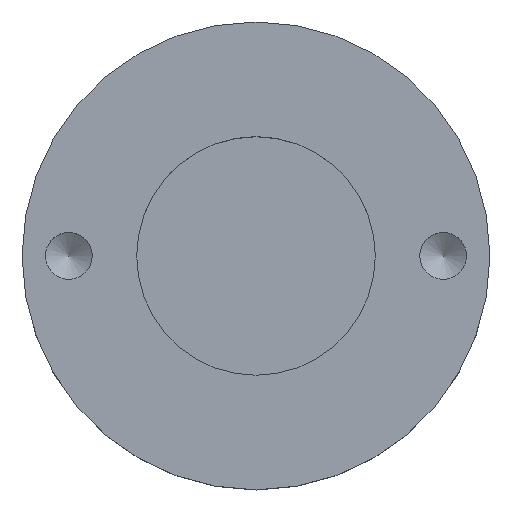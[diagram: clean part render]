
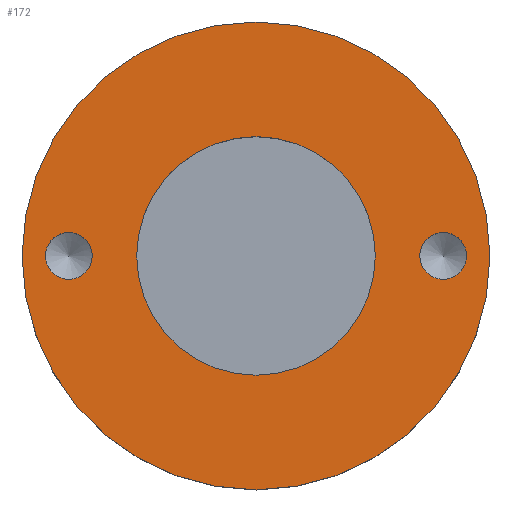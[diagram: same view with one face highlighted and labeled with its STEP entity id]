
A CAD part, top view. The second image highlights one B-rep face of the part: STEP entity #172.
In plain terms, the highlighted planar face has unit normal (0, 0, 1).
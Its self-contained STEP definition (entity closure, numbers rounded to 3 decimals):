
#15=FACE_BOUND('',#45,.T.);
#16=FACE_BOUND('',#46,.T.);
#17=FACE_BOUND('',#47,.T.);
#20=PLANE('',#217);
#34=FACE_OUTER_BOUND('',#44,.T.);
#44=EDGE_LOOP('',(#152,#153));
#45=EDGE_LOOP('',(#154,#155));
#46=EDGE_LOOP('',(#156,#157));
#47=EDGE_LOOP('',(#158,#159));
#49=CIRCLE('',#196,1.25);
#50=CIRCLE('',#197,1.25);
#52=CIRCLE('',#201,1.25);
#53=CIRCLE('',#202,1.25);
#57=CIRCLE('',#208,12.5);
#58=CIRCLE('',#209,12.5);
#59=CIRCLE('',#212,6.375);
#60=CIRCLE('',#213,6.375);
#79=VERTEX_POINT('',#284);
#80=VERTEX_POINT('',#285);
#83=VERTEX_POINT('',#295);
#84=VERTEX_POINT('',#296);
#88=VERTEX_POINT('',#309);
#89=VERTEX_POINT('',#310);
#90=VERTEX_POINT('',#316);
#91=VERTEX_POINT('',#317);
#96=EDGE_CURVE('',#79,#80,#49,.T.);
#97=EDGE_CURVE('',#80,#79,#50,.T.);
#101=EDGE_CURVE('',#83,#84,#52,.T.);
#102=EDGE_CURVE('',#84,#83,#53,.T.);
#108=EDGE_CURVE('',#88,#89,#57,.T.);
#109=EDGE_CURVE('',#89,#88,#58,.T.);
#111=EDGE_CURVE('',#90,#91,#59,.T.);
#112=EDGE_CURVE('',#91,#90,#60,.T.);
#152=ORIENTED_EDGE('',*,*,#108,.T.);
#153=ORIENTED_EDGE('',*,*,#109,.T.);
#154=ORIENTED_EDGE('',*,*,#111,.T.);
#155=ORIENTED_EDGE('',*,*,#112,.T.);
#156=ORIENTED_EDGE('',*,*,#101,.T.);
#157=ORIENTED_EDGE('',*,*,#102,.T.);
#158=ORIENTED_EDGE('',*,*,#96,.T.);
#159=ORIENTED_EDGE('',*,*,#97,.T.);
#172=ADVANCED_FACE('',(#34,#15,#16,#17),#20,.T.);
#196=AXIS2_PLACEMENT_3D('',#286,#227,#228);
#197=AXIS2_PLACEMENT_3D('',#287,#229,#230);
#201=AXIS2_PLACEMENT_3D('',#297,#239,#240);
#202=AXIS2_PLACEMENT_3D('',#298,#241,#242);
#208=AXIS2_PLACEMENT_3D('',#311,#255,#256);
#209=AXIS2_PLACEMENT_3D('',#312,#257,#258);
#212=AXIS2_PLACEMENT_3D('',#318,#264,#265);
#213=AXIS2_PLACEMENT_3D('',#319,#266,#267);
#217=AXIS2_PLACEMENT_3D('',#326,#275,#276);
#227=DIRECTION('center_axis',(0.,0.,-1.));
#228=DIRECTION('ref_axis',(1.,0.,0.));
#229=DIRECTION('center_axis',(0.,0.,-1.));
#230=DIRECTION('ref_axis',(1.,0.,0.));
#239=DIRECTION('center_axis',(0.,0.,-1.));
#240=DIRECTION('ref_axis',(1.,0.,0.));
#241=DIRECTION('center_axis',(0.,0.,-1.));
#242=DIRECTION('ref_axis',(1.,0.,0.));
#255=DIRECTION('center_axis',(0.,0.,1.));
#256=DIRECTION('ref_axis',(1.,0.,0.));
#257=DIRECTION('center_axis',(0.,0.,1.));
#258=DIRECTION('ref_axis',(1.,0.,0.));
#264=DIRECTION('center_axis',(0.,0.,-1.));
#265=DIRECTION('ref_axis',(1.,0.,0.));
#266=DIRECTION('center_axis',(0.,0.,-1.));
#267=DIRECTION('ref_axis',(1.,0.,0.));
#275=DIRECTION('center_axis',(0.,0.,1.));
#276=DIRECTION('ref_axis',(1.,0.,0.));
#284=CARTESIAN_POINT('',(11.25,0.,7.));
#285=CARTESIAN_POINT('',(8.75,0.,7.));
#286=CARTESIAN_POINT('Origin',(10.,0.,7.));
#287=CARTESIAN_POINT('Origin',(10.,0.,7.));
#295=CARTESIAN_POINT('',(-8.75,0.,7.));
#296=CARTESIAN_POINT('',(-11.25,0.,7.));
#297=CARTESIAN_POINT('Origin',(-10.,0.,7.));
#298=CARTESIAN_POINT('Origin',(-10.,0.,7.));
#309=CARTESIAN_POINT('',(12.5,0.,7.));
#310=CARTESIAN_POINT('',(-12.5,0.,7.));
#311=CARTESIAN_POINT('Origin',(0.,0.,7.));
#312=CARTESIAN_POINT('Origin',(0.,0.,7.));
#316=CARTESIAN_POINT('',(6.375,0.,7.));
#317=CARTESIAN_POINT('',(-6.375,0.,7.));
#318=CARTESIAN_POINT('Origin',(0.,0.,7.));
#319=CARTESIAN_POINT('Origin',(0.,0.,7.));
#326=CARTESIAN_POINT('Origin',(0.,0.,7.));
